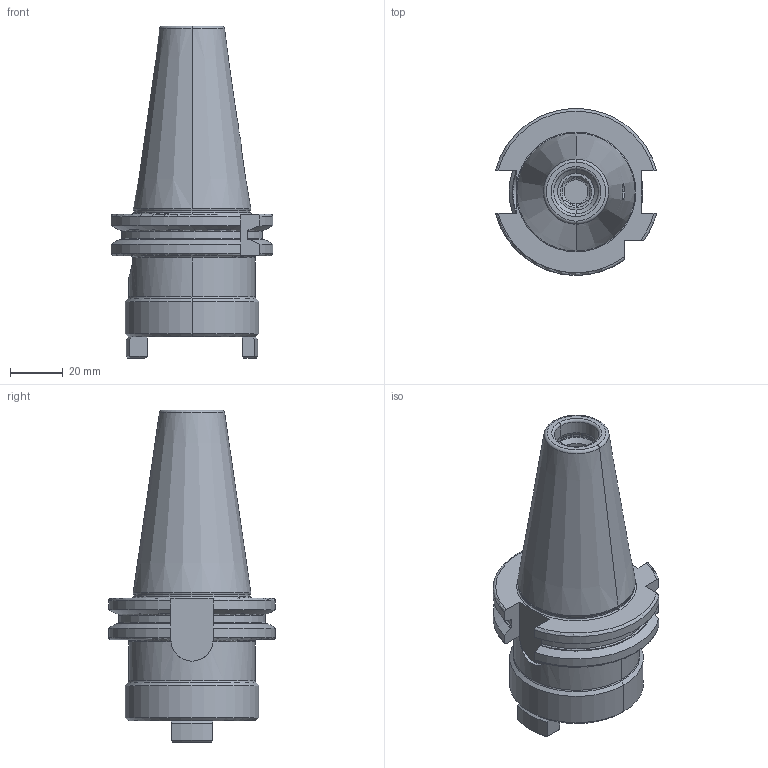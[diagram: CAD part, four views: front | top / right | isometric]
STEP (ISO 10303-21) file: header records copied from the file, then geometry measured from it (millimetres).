
FILE_DESCRIPTION((''),'2;1');
FILE_NAME('402_09_30','2020-09-29T',('104091'),(''),'CREO PARAMETRIC BY PTC INC, 2016260','CREO PARAMETRIC BY PTC INC, 2016260','');
FILE_SCHEMA(('CONFIG_CONTROL_DESIGN'));
Length unit declared in the file: millimetre
Products named in the file (1): 402_09_30
Bounding box: 61.48 x 63.54 x 126.4 mm (x, y, z)
Volume: 141482 mm3; surface area: 31756.6 mm2
Topology: 1 solids, 1 shells, 188 faces, 459 edges, 281 vertices
Faces by surface type: plane 61, cone 51, cylinder 45, torus 31
Entity records: 5956 total; most frequent: CARTESIAN_POINT 1517, DIRECTION 942, ORIENTED_EDGE 914, EDGE_CURVE 457, AXIS2_PLACEMENT_3D 380, VERTEX_POINT 281, EDGE_LOOP 202, CIRCLE 189
